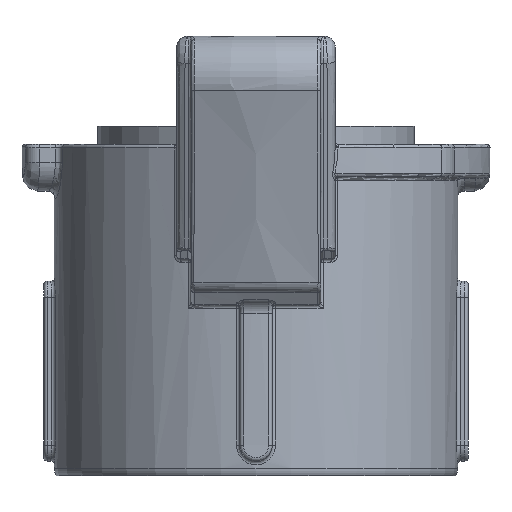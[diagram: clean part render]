
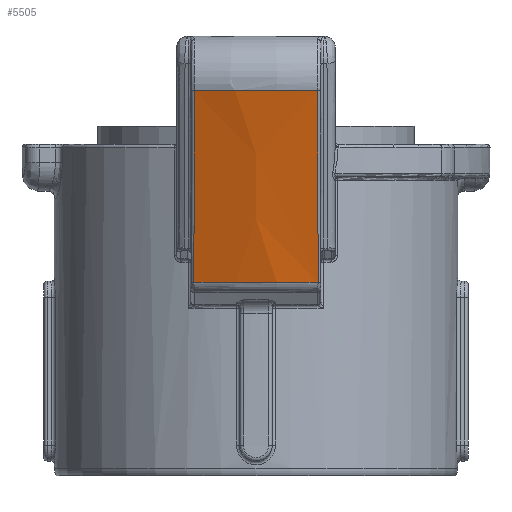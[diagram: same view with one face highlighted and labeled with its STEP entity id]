
A CAD part, front view. The second image highlights one B-rep face of the part: STEP entity #5505.
In plain terms, the highlighted conical face has half-angle 15 degrees and reference radius 39.579 mm.
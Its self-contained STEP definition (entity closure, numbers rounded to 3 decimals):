
#213=CONICAL_SURFACE('',#6063,39.579,0.262);
#255=B_SPLINE_CURVE_WITH_KNOTS('',3,(#8358,#8359,#8360,#8361),
 .UNSPECIFIED.,.F.,.F.,(4,4),(-2.761,0.),.UNSPECIFIED.);
#274=B_SPLINE_CURVE_WITH_KNOTS('',3,(#8691,#8692,#8693,#8694),
 .UNSPECIFIED.,.F.,.F.,(4,4),(-2.761,0.),.UNSPECIFIED.);
#896=FACE_OUTER_BOUND('',#1244,.T.);
#1244=EDGE_LOOP('',(#4720,#4721,#4722,#4723));
#1905=CIRCLE('',#6062,36.161);
#1906=CIRCLE('',#6064,43.296);
#2020=VERTEX_POINT('',#8323);
#2022=VERTEX_POINT('',#8356);
#2040=VERTEX_POINT('',#8654);
#2042=VERTEX_POINT('',#8689);
#2534=EDGE_CURVE('',#2022,#2020,#255,.T.);
#2563=EDGE_CURVE('',#2042,#2040,#274,.T.);
#3161=EDGE_CURVE('',#2020,#2042,#1905,.T.);
#3162=EDGE_CURVE('',#2040,#2022,#1906,.T.);
#4720=ORIENTED_EDGE('',*,*,#2534,.F.);
#4721=ORIENTED_EDGE('',*,*,#3162,.F.);
#4722=ORIENTED_EDGE('',*,*,#2563,.F.);
#4723=ORIENTED_EDGE('',*,*,#3161,.F.);
#5505=ADVANCED_FACE('',(#896),#213,.T.);
#6062=AXIS2_PLACEMENT_3D('',#14353,#7297,#7298);
#6063=AXIS2_PLACEMENT_3D('',#14354,#7299,#7300);
#6064=AXIS2_PLACEMENT_3D('',#14355,#7301,#7302);
#7297=DIRECTION('center_axis',(0.,0.,-1.));
#7298=DIRECTION('ref_axis',(0.,-1.,0.));
#7299=DIRECTION('center_axis',(0.,0.,1.));
#7300=DIRECTION('ref_axis',(0.,-1.,0.));
#7301=DIRECTION('center_axis',(0.,0.,1.));
#7302=DIRECTION('ref_axis',(0.,-1.,0.));
#8323=CARTESIAN_POINT('',(8.615,-35.12,-19.18));
#8356=CARTESIAN_POINT('',(8.596,-42.434,7.447));
#8358=CARTESIAN_POINT('Ctrl Pts',(8.596,-42.434,7.447));
#8359=CARTESIAN_POINT('Ctrl Pts',(8.601,-40.005,-1.431));
#8360=CARTESIAN_POINT('Ctrl Pts',(8.607,-37.569,-10.307));
#8361=CARTESIAN_POINT('Ctrl Pts',(8.615,-35.12,-19.18));
#8654=CARTESIAN_POINT('',(-8.596,-42.434,7.447));
#8689=CARTESIAN_POINT('',(-8.615,-35.12,-19.18));
#8691=CARTESIAN_POINT('Ctrl Pts',(-8.615,-35.12,-19.18));
#8692=CARTESIAN_POINT('Ctrl Pts',(-8.607,-37.569,-10.307));
#8693=CARTESIAN_POINT('Ctrl Pts',(-8.601,-40.005,-1.431));
#8694=CARTESIAN_POINT('Ctrl Pts',(-8.596,-42.434,7.447));
#14353=CARTESIAN_POINT('Origin',(0.,0.,-19.18));
#14354=CARTESIAN_POINT('Origin',(0.,0.,-6.424));
#14355=CARTESIAN_POINT('Origin',(0.,0.,7.447));
